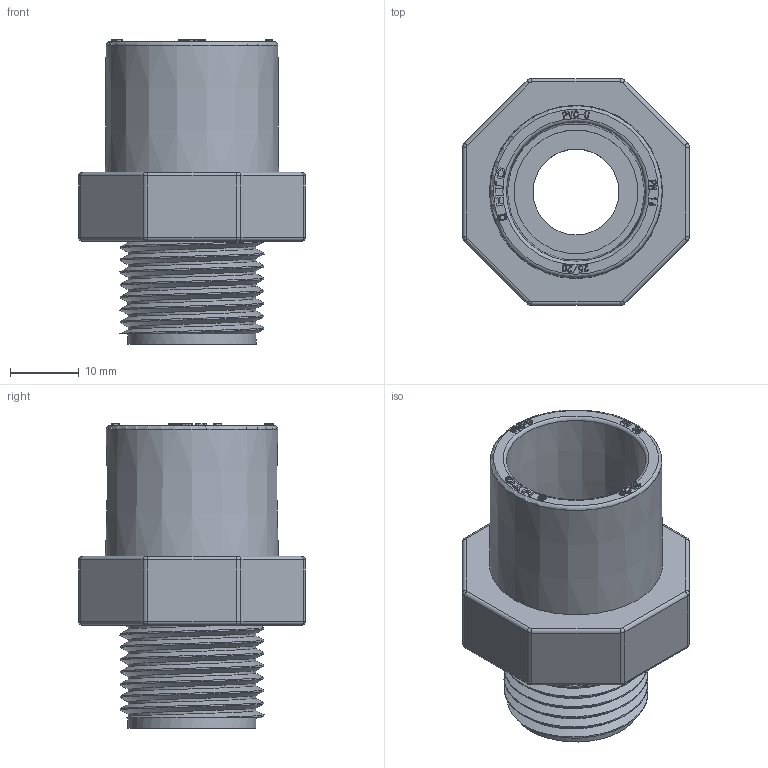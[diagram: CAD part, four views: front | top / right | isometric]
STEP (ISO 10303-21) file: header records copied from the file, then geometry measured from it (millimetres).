
FILE_DESCRIPTION(/* description */ (''),/* implementation_level */ '2;1');
FILE_NAME(/* name */ '20-25X1÷2内外插外螺纹变接头.stp',/* time_stamp */ '2024-03-25T15:30:34+08:00',/* author */ (''),/* organization */ (''),/* preprocessor_version */ 'ST-DEVELOPER v16',/* originating_system */ 'SIEMENS PLM Software NX 10.0',/* authorisation */ '');
FILE_SCHEMA (('AUTOMOTIVE_DESIGN { 1 0 10303 214 3 1 1 1 }'));
Length unit declared in the file: millimetre
Products named in the file (1): gelv1410B640vnbl
Bounding box: 33 x 33 x 44.3 mm (x, y, z)
Volume: 13242.9 mm3; surface area: 8015.8 mm2
Topology: 1 solids, 1 shells, 772 faces, 2187 edges, 1447 vertices
Faces by surface type: plane 701, cylinder 41, bspline 18, extrusion 5, torus 4, cone 3
Full cylindrical faces by diameter (mm): 0.673 x1, 0.898 x1, 12.5 x1, 18 x1, 18.631 x7
Entity records: 28934 total; most frequent: CARTESIAN_POINT 11767, ORIENTED_EDGE 4292, DIRECTION 2414, EDGE_CURVE 2146, VERTEX_POINT 1425, B_SPLINE_CURVE_WITH_KNOTS 1328, AXIS2_PLACEMENT_3D 843, EDGE_LOOP 809
